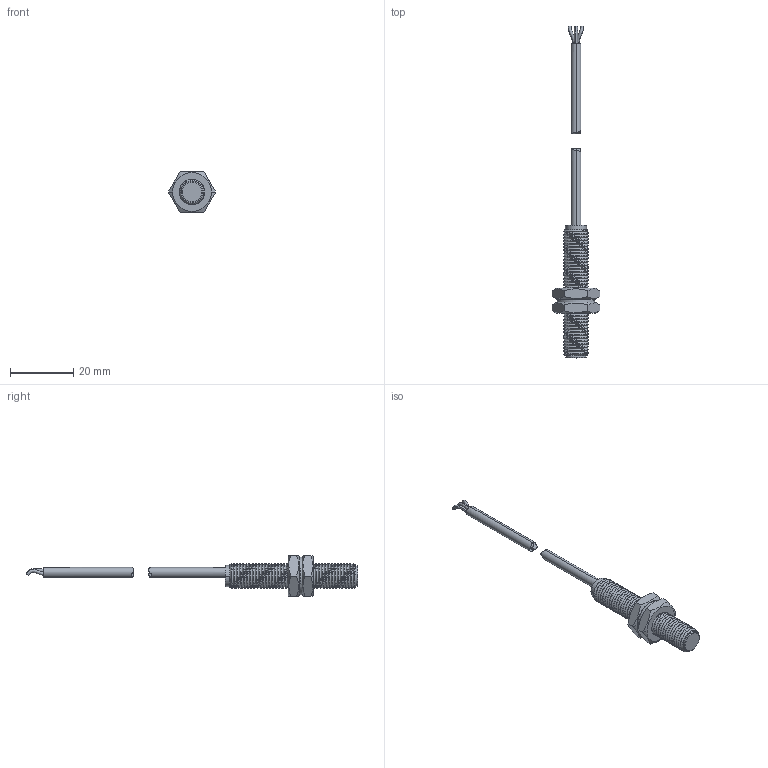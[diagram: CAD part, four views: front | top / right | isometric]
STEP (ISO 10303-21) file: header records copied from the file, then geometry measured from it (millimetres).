
FILE_DESCRIPTION((''),'2;1');
FILE_NAME('SM0802NB_ASM','2021-11-17T16:15:14',('Administrator'),(''),'CREO PARAMETRIC BY PTC INC, 2018400','CREO PARAMETRIC BY PTC INC, 2018400','');
FILE_SCHEMA(('AUTOMOTIVE_DESIGN { 1 0 10303 214 1 1 1 1 }'));
Products named in the file (2): SM0802N_SHLLE__; SM0802NB_ASM
Assembly tree (1 placements, depth 2):
  SM0802NB_ASM
    SM0802N_SHLLE__
Bounding box: 15.01 x 105.32 x 13 mm (x, y, z)
Volume: 2924.7 mm3; surface area: 3109.4 mm2
Topology: 2 solids, 2 shells, 759 faces, 2010 edges, 1273 vertices
Faces by surface type: plane 488, cylinder 170, bspline 61, cone 32, torus 4, extrusion 4
Entity records: 47498 total; most frequent: CARTESIAN_POINT 29806, ORIENTED_EDGE 4010, DIRECTION 3022, EDGE_CURVE 2005, VERTEX_POINT 1260, VECTOR 1258, LINE 1254, AXIS2_PLACEMENT_3D 882
